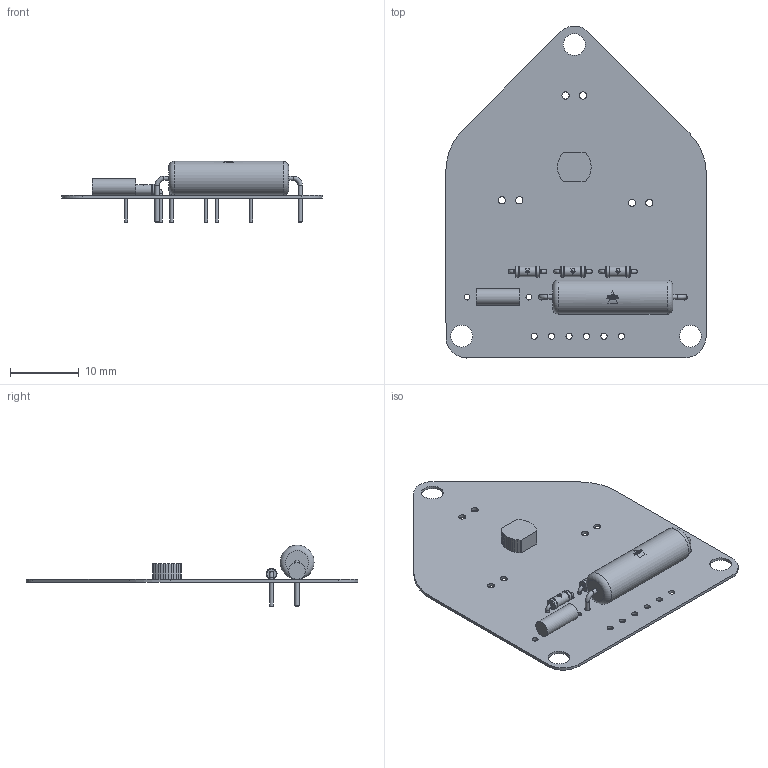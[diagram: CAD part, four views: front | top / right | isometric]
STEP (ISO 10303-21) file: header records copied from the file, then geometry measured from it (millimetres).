
FILE_DESCRIPTION(('Open CASCADE Model'),'2;1');
FILE_NAME('Open CASCADE Shape Model','2021-06-12T11:22:57',('Author'),( 'Open CASCADE'),'Open CASCADE STEP processor 6.8','Open CASCADE 6.8' ,'Unknown');
FILE_SCHEMA(('AUTOMOTIVE_DESIGN { 1 0 10303 214 1 1 1 1 }'));
Length unit declared in the file: millimetre
Products named in the file (21): PCB; Boardsensors_pcb; Open CASCADE STEP translator 6.8 3.1.1; RRsensors_pcb; Res_Vishay_BC_Components_MBA02040C2200FC100_eec; 1; 2; 3; RGsensors_pcb; RBsensors_pcb; R2sensors_pcb; Res_Vishay_RNC65H3011FRB14_eec; R1sensors_pcb; 7533881248; Cylinder; LDRsensors_pcb; 6176696864; Extruded
Assembly tree (22 placements, depth 4):
  PCB
    Boardsensors_pcb
      Open CASCADE STEP translator 6.8 3.1.1
    RRsensors_pcb
      Res_Vishay_BC_Components_MBA02040C2200FC100_eec
        1
        2
        3
    RGsensors_pcb
      Res_Vishay_BC_Components_MBA02040C2200FC100_eec
        1
        2
        3
    RBsensors_pcb
      Res_Vishay_BC_Components_MBA02040C2200FC100_eec
        1
        2
        3
    R2sensors_pcb
      Res_Vishay_RNC65H3011FRB14_eec
        1
        2
        3
    R1sensors_pcb
      7533881248
        Cylinder
    LDRsensors_pcb
      6176696864
        Extruded
Bounding box: 37.88 x 48.32 x 8.95 mm (x, y, z)
Volume: 1036.4 mm3; surface area: 3707 mm2
Topology: 47 solids, 47 shells, 922 faces, 2384 edges, 1575 vertices
Faces by surface type: plane 639, bspline 128, cylinder 107, torus 40, cone 8
Full cylindrical faces by diameter (mm): 0.5 x12, 0.64 x4, 0.65 x6, 0.8 x2, 0.85 x4, 0.9 x6, 1.05 x6, 1.507 x3, 1.6 x6, 2.4 x1, 3.175 x3, 4.95 x1
Entity records: 16541 total; most frequent: CARTESIAN_POINT 4005, ORIENTED_EDGE 2580, DIRECTION 2295, EDGE_CURVE 1290, VERTEX_POINT 853, LINE 831, VECTOR 831, AXIS2_PLACEMENT_3D 732
